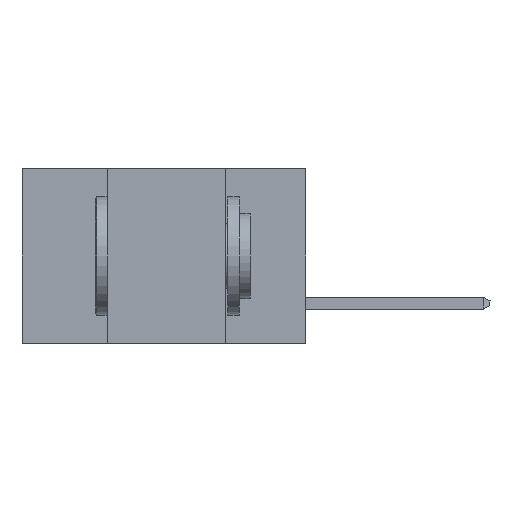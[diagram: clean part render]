
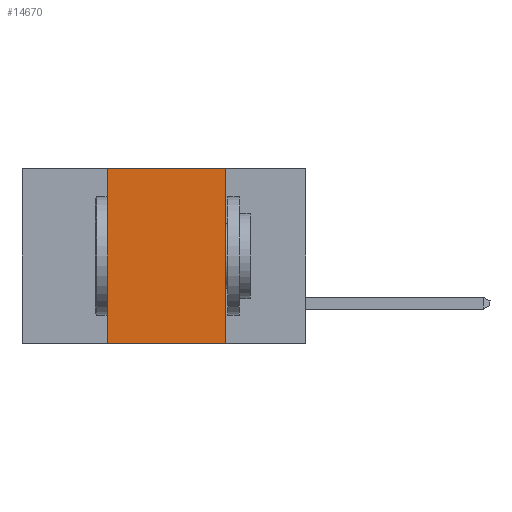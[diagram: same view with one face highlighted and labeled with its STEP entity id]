
A CAD part, left-side view. The second image highlights one B-rep face of the part: STEP entity #14670.
In plain terms, the highlighted planar face has unit normal (-1, 0, 0).
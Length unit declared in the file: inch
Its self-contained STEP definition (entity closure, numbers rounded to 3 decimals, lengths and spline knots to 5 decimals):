
#231 = CARTESIAN_POINT ( 'NONE',  ( 0., 0.42, -0.37 ) ) ;
#698 = LINE ( 'NONE', #1030, #14863 ) ;
#1030 = CARTESIAN_POINT ( 'NONE',  ( 0., 0.17, -0.37 ) ) ;
#1471 = LINE ( 'NONE', #9083, #7257 ) ;
#1897 = VERTEX_POINT ( 'NONE', #3050 ) ;
#1905 = AXIS2_PLACEMENT_3D ( 'NONE', #7887, #9063, #11781 ) ;
#3050 = CARTESIAN_POINT ( 'NONE',  ( 0., 0.17, 0. ) ) ;
#3364 = EDGE_CURVE ( 'NONE', #1897, #4338, #698, .T. ) ;
#3401 = VERTEX_POINT ( 'NONE', #14831 ) ;
#4338 = VERTEX_POINT ( 'NONE', #6546 ) ;
#4845 = LINE ( 'NONE', #10088, #7919 ) ;
#5521 = EDGE_LOOP ( 'NONE', ( #9629, #12296, #14583, #6641 ) ) ;
#6022 = DIRECTION ( 'NONE',  ( 0., -1., 0. ) ) ;
#6056 = DIRECTION ( 'NONE',  ( 0., 0., -1. ) ) ;
#6095 = CARTESIAN_POINT ( 'NONE',  ( 0., 0.42, 0. ) ) ;
#6481 = DIRECTION ( 'NONE',  ( 0., -1., 0. ) ) ;
#6546 = CARTESIAN_POINT ( 'NONE',  ( 0., 0.17, -0.37 ) ) ;
#6641 = ORIENTED_EDGE ( 'NONE', *, *, #12868, .T. ) ;
#7071 = EDGE_CURVE ( 'NONE', #14647, #1897, #1471, .T. ) ;
#7257 = VECTOR ( 'NONE', #6481, 39.37008 ) ;
#7887 = CARTESIAN_POINT ( 'NONE',  ( 0., 0.6, 0. ) ) ;
#7907 = LINE ( 'NONE', #231, #8544 ) ;
#7919 = VECTOR ( 'NONE', #6022, 39.37008 ) ;
#8544 = VECTOR ( 'NONE', #14123, 39.37008 ) ;
#9063 = DIRECTION ( 'NONE',  ( 1., 0., 0. ) ) ;
#9083 = CARTESIAN_POINT ( 'NONE',  ( 0., 0.6, 0. ) ) ;
#9629 = ORIENTED_EDGE ( 'NONE', *, *, #3364, .F. ) ;
#10088 = CARTESIAN_POINT ( 'NONE',  ( 0., 0.6, -0.37 ) ) ;
#11781 = DIRECTION ( 'NONE',  ( 0., 0., -1. ) ) ;
#12296 = ORIENTED_EDGE ( 'NONE', *, *, #7071, .F. ) ;
#12460 = PLANE ( 'NONE',  #1905 ) ;
#12868 = EDGE_CURVE ( 'NONE', #3401, #4338, #4845, .T. ) ;
#12971 = EDGE_CURVE ( 'NONE', #3401, #14647, #7907, .T. ) ;
#13717 = FACE_OUTER_BOUND ( 'NONE', #5521, .T. ) ;
#14123 = DIRECTION ( 'NONE',  ( 0., 0., 1. ) ) ;
#14583 = ORIENTED_EDGE ( 'NONE', *, *, #12971, .F. ) ;
#14647 = VERTEX_POINT ( 'NONE', #6095 ) ;
#14670 = ADVANCED_FACE ( 'NONE', ( #13717 ), #12460, .F. ) ;
#14831 = CARTESIAN_POINT ( 'NONE',  ( 0., 0.42, -0.37 ) ) ;
#14863 = VECTOR ( 'NONE', #6056, 39.37008 ) ;
